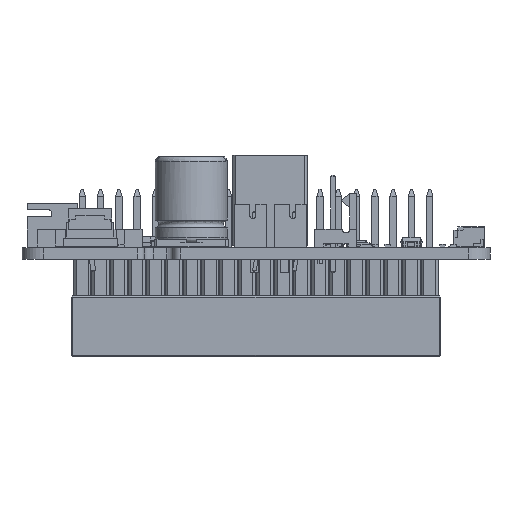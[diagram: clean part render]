
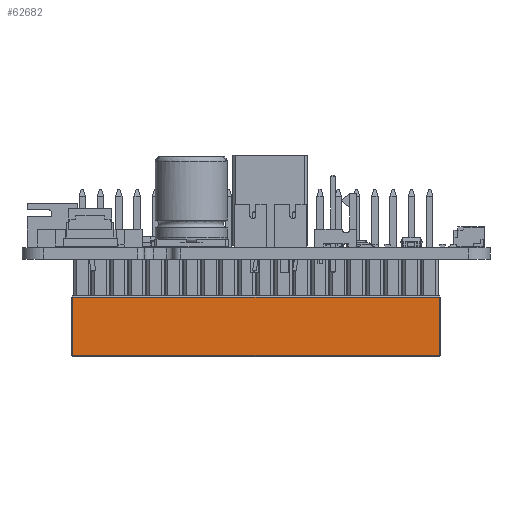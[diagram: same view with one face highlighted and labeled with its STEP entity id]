
A CAD part, front view. The second image highlights one B-rep face of the part: STEP entity #62682.
In plain terms, the highlighted face is planar.
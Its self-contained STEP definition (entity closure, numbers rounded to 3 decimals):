
#62682 = ADVANCED_FACE('',(#62683),#62717,.F.);
#62683 = FACE_BOUND('',#62684,.T.);
#62684 = EDGE_LOOP('',(#62685,#62695,#62703,#62711));
#62685 = ORIENTED_EDGE('',*,*,#62686,.T.);
#62686 = EDGE_CURVE('',#62687,#62689,#62691,.T.);
#62687 = VERTEX_POINT('',#62688);
#62688 = CARTESIAN_POINT('',(25.45,2.5,0.2));
#62689 = VERTEX_POINT('',#62690);
#62690 = CARTESIAN_POINT('',(-25.45,2.5,0.2));
#62691 = LINE('',#62692,#62693);
#62692 = CARTESIAN_POINT('',(0.,2.5,0.2));
#62693 = VECTOR('',#62694,1.);
#62694 = DIRECTION('',(-1.,0.,0.));
#62695 = ORIENTED_EDGE('',*,*,#62696,.T.);
#62696 = EDGE_CURVE('',#62689,#62697,#62699,.T.);
#62697 = VERTEX_POINT('',#62698);
#62698 = CARTESIAN_POINT('',(-25.45,2.5,8.3));
#62699 = LINE('',#62700,#62701);
#62700 = CARTESIAN_POINT('',(-25.45,2.5,8.5));
#62701 = VECTOR('',#62702,1.);
#62702 = DIRECTION('',(0.,0.,1.));
#62703 = ORIENTED_EDGE('',*,*,#62704,.T.);
#62704 = EDGE_CURVE('',#62697,#62705,#62707,.T.);
#62705 = VERTEX_POINT('',#62706);
#62706 = CARTESIAN_POINT('',(25.45,2.5,8.3));
#62707 = LINE('',#62708,#62709);
#62708 = CARTESIAN_POINT('',(25.65,2.5,8.3));
#62709 = VECTOR('',#62710,1.);
#62710 = DIRECTION('',(1.,0.,0.));
#62711 = ORIENTED_EDGE('',*,*,#62712,.T.);
#62712 = EDGE_CURVE('',#62705,#62687,#62713,.T.);
#62713 = LINE('',#62714,#62715);
#62714 = CARTESIAN_POINT('',(25.45,2.5,0.));
#62715 = VECTOR('',#62716,1.);
#62716 = DIRECTION('',(0.,0.,-1.));
#62717 = PLANE('',#62718);
#62718 = AXIS2_PLACEMENT_3D('',#62719,#62720,#62721);
#62719 = CARTESIAN_POINT('',(0.,2.5,8.5));
#62720 = DIRECTION('',(0.,-1.,0.));
#62721 = DIRECTION('',(0.,0.,-1.));
